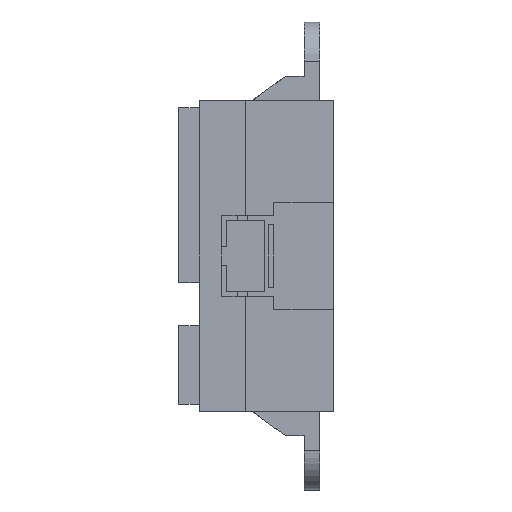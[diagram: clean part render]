
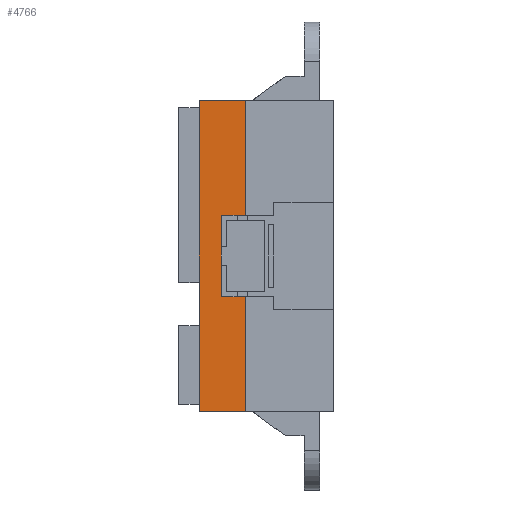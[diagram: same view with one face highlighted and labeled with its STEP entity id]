
A CAD part, left-side view. The second image highlights one B-rep face of the part: STEP entity #4766.
In plain terms, the highlighted planar face has unit normal (-1, 0, 0).
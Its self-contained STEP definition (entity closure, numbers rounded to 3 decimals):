
#426 = CARTESIAN_POINT ( 'NONE',  ( -4.15, 12.8, 0. ) ) ;
#457 = CARTESIAN_POINT ( 'NONE',  ( -4.15, 12.8, 14.85 ) ) ;
#458 = DIRECTION ( 'NONE',  ( 0., 0., 1. ) ) ;
#483 = VECTOR ( 'NONE', #458, 1000. ) ;
#521 = LINE ( 'NONE', #426, #483 ) ;
#662 = CARTESIAN_POINT ( 'NONE',  ( -4.15, 12.8, -14.85 ) ) ;
#4044 = DIRECTION ( 'NONE',  ( 0., -1., 0. ) ) ;
#4045 = CARTESIAN_POINT ( 'NONE',  ( -4.15, 14.8, 14.85 ) ) ;
#4046 = LINE ( 'NONE', #4045, #4072 ) ;
#4072 = VECTOR ( 'NONE', #4044, 1000. ) ;
#4319 = EDGE_CURVE ( 'NONE', #4379, #4320, #521, .T. ) ;
#4320 = VERTEX_POINT ( 'NONE', #457 ) ;
#4379 = VERTEX_POINT ( 'NONE', #662 ) ;
#4407 = CARTESIAN_POINT ( 'NONE',  ( -4.15, 8.4, 14.85 ) ) ;
#4451 = EDGE_CURVE ( 'NONE', #4320, #4467, #4046, .T. ) ;
#4467 = VERTEX_POINT ( 'NONE', #4407 ) ;
#4530 = VERTEX_POINT ( 'NONE', #4569 ) ;
#4554 = EDGE_CURVE ( 'NONE', #4379, #4530, #4661, .T. ) ;
#4569 = CARTESIAN_POINT ( 'NONE',  ( -4.15, 8.4, -14.85 ) ) ;
#4613 = CARTESIAN_POINT ( 'NONE',  ( -4.15, 14.8, -14.85 ) ) ;
#4637 = DIRECTION ( 'NONE',  ( 0., -1., 0. ) ) ;
#4640 = VECTOR ( 'NONE', #4637, 1000. ) ;
#4661 = LINE ( 'NONE', #4613, #4640 ) ;
#4728 = ORIENTED_EDGE ( 'NONE', *, *, #4319, .F. ) ;
#4766 = ADVANCED_FACE ( 'NONE', ( #5189 ), #5248, .T. ) ;
#4771 = ORIENTED_EDGE ( 'NONE', *, *, #4554, .T. ) ;
#4786 = EDGE_LOOP ( 'NONE', ( #4808, #4728, #4771, #4812 ) ) ;
#4808 = ORIENTED_EDGE ( 'NONE', *, *, #4451, .F. ) ;
#4812 = ORIENTED_EDGE ( 'NONE', *, *, #4813, .T. ) ;
#4813 = EDGE_CURVE ( 'NONE', #4530, #4467, #5338, .T. ) ;
#5189 = FACE_OUTER_BOUND ( 'NONE', #4786, .T. ) ;
#5227 = DIRECTION ( 'NONE',  ( 0., -1., 0. ) ) ;
#5248 = PLANE ( 'NONE',  #5254 ) ;
#5254 = AXIS2_PLACEMENT_3D ( 'NONE', #5276, #5279, #5227 ) ;
#5276 = CARTESIAN_POINT ( 'NONE',  ( -4.15, 14.8, -14.85 ) ) ;
#5279 = DIRECTION ( 'NONE',  ( -1., 0., 0. ) ) ;
#5325 = DIRECTION ( 'NONE',  ( 0., 0., 1. ) ) ;
#5329 = VECTOR ( 'NONE', #5325, 1000. ) ;
#5335 = CARTESIAN_POINT ( 'NONE',  ( -4.15, 8.4, -14.85 ) ) ;
#5338 = LINE ( 'NONE', #5335, #5329 ) ;
